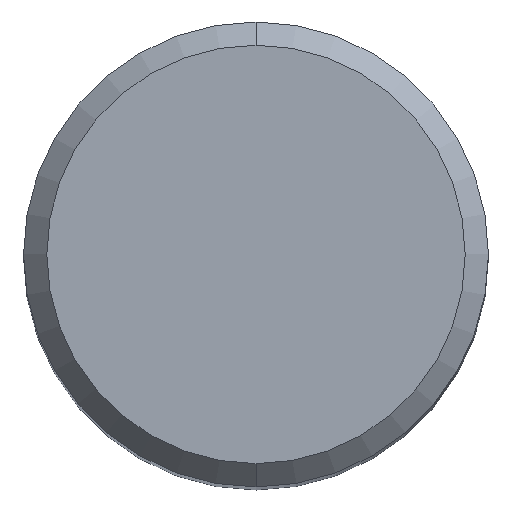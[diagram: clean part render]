
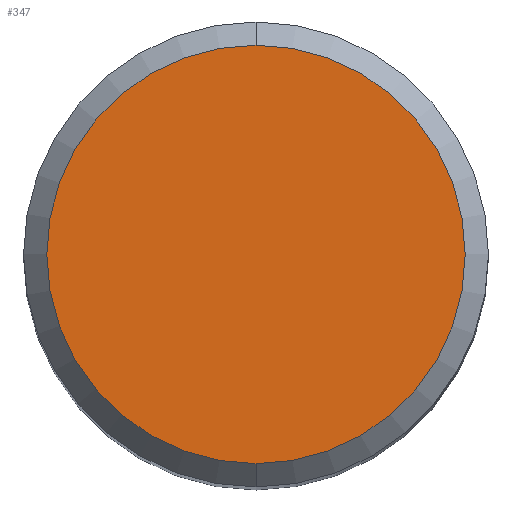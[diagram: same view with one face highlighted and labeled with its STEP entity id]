
A CAD part, top view. The second image highlights one B-rep face of the part: STEP entity #347.
In plain terms, the highlighted planar face has unit normal (0, 0, 1).
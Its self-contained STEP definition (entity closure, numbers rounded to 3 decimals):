
#241=EDGE_CURVE('',#367,#355,#545,.T.);
#347=ADVANCED_FACE('',(#658),#659,.T.);
#355=VERTEX_POINT('',#667);
#367=VERTEX_POINT('',#680);
#407=EDGE_CURVE('',#355,#367,#723,.T.);
#545=CIRCLE('',#938,5.4);
#658=FACE_OUTER_BOUND('',#1165,.T.);
#659=PLANE('',#1166);
#667=CARTESIAN_POINT('',(0.0,5.4,0.0));
#680=CARTESIAN_POINT('',(0.,-5.4,0.0));
#723=CIRCLE('',#1294,5.4);
#938=AXIS2_PLACEMENT_3D('',#1582,#1583,#1584);
#1165=EDGE_LOOP('',(#1692,#1693));
#1166=AXIS2_PLACEMENT_3D('',#1694,#1695,#1696);
#1294=AXIS2_PLACEMENT_3D('',#1749,#1750,#1751);
#1582=CARTESIAN_POINT('',(0.0,0.0,0.0));
#1583=DIRECTION('',(0.0,0.0,-1.0));
#1584=DIRECTION('',(0.0,1.0,0.0));
#1692=ORIENTED_EDGE('',*,*,#407,.F.);
#1693=ORIENTED_EDGE('',*,*,#241,.F.);
#1694=CARTESIAN_POINT('',(0.0,2.7,0.0));
#1695=DIRECTION('',(-0.0,0.0,1.0));
#1696=DIRECTION('',(0.0,-1.0,0.0));
#1749=CARTESIAN_POINT('',(0.0,0.0,0.0));
#1750=DIRECTION('',(0.0,0.0,-1.0));
#1751=DIRECTION('',(0.0,1.0,0.0));
